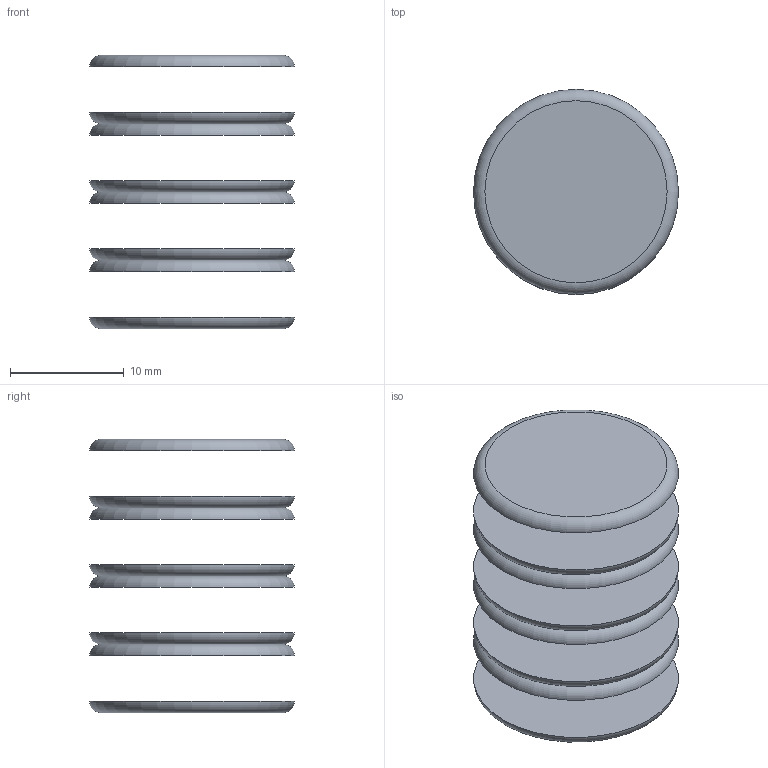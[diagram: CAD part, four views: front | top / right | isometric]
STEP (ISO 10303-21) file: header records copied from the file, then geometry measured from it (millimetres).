
FILE_DESCRIPTION(('HOOPS Exchange Step'),'2;1');
FILE_NAME('temp_export','2023-12-16T01:36:22-05:00',('jscotto'),('Shapr3D Limited'),'HOOPS Exchange 2023.2','Shapr3D','Authorized');
FILE_SCHEMA( ('AUTOMOTIVE_DESIGN { 1 0 10303 214 1 1 1 1 }') );
Length unit declared in the file: millimetre
Products named in the file (1): Spinning Base (Black)
Bounding box: 18 x 18 x 24 mm (x, y, z)
Volume: 1924.2 mm3; surface area: 4331 mm2
Topology: 8 solids, 8 shells, 31 faces, 55 edges, 40 vertices
Faces by surface type: plane 16, torus 8, cylinder 7
Full cylindrical faces by diameter (mm): 1.75 x7
Entity records: 842 total; most frequent: DIRECTION 167, CARTESIAN_POINT 127, ORIENTED_EDGE 110, AXIS2_PLACEMENT_3D 80, EDGE_CURVE 55, CIRCLE 48, EDGE_LOOP 45, FACE_BOUND 45
